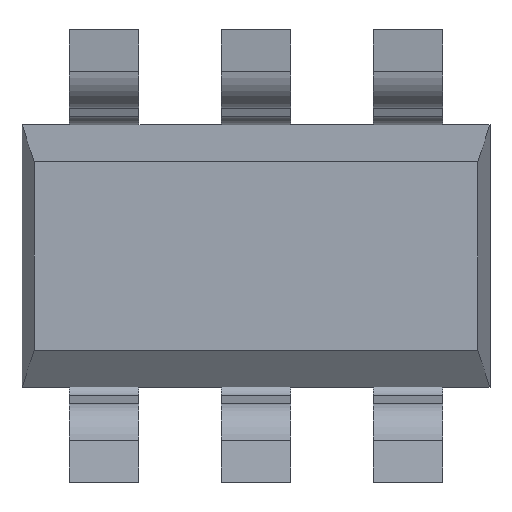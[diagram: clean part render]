
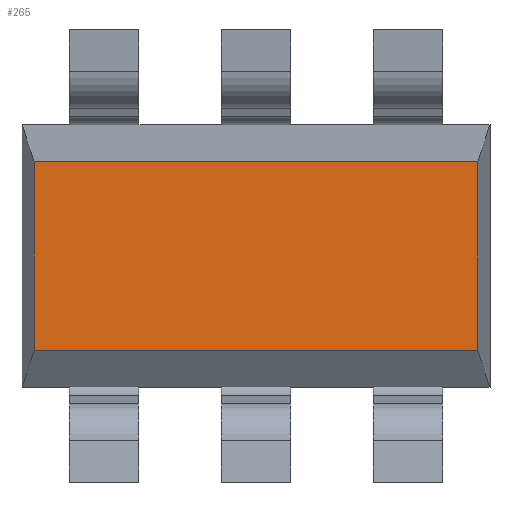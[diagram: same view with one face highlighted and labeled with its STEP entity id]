
A CAD part, front view. The second image highlights one B-rep face of the part: STEP entity #265.
In plain terms, the highlighted planar face has unit normal (0, -1, 0).
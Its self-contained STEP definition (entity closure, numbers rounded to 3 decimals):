
#265=ADVANCED_FACE('',(#527),#528,.T.);
#527=FACE_OUTER_BOUND('',#784,.T.);
#528=PLANE('',#785);
#784=EDGE_LOOP('',(#1548,#1549,#1550,#1551));
#785=AXIS2_PLACEMENT_3D('',#1552,#1553,#1554);
#1548=ORIENTED_EDGE('',*,*,#1891,.F.);
#1549=ORIENTED_EDGE('',*,*,#1903,.T.);
#1550=ORIENTED_EDGE('',*,*,#1896,.F.);
#1551=ORIENTED_EDGE('',*,*,#1901,.F.);
#1552=CARTESIAN_POINT('',(-1.0,0.091,0.));
#1553=DIRECTION('',(0.0,-1.0,0.0));
#1554=DIRECTION('',(0.,0.0,-1.0));
#1891=EDGE_CURVE('',#2354,#2352,#2356,.T.);
#1896=EDGE_CURVE('',#2361,#2358,#2363,.T.);
#1901=EDGE_CURVE('',#2352,#2361,#2368,.T.);
#1903=EDGE_CURVE('',#2354,#2358,#2370,.T.);
#2352=VERTEX_POINT('',#2988);
#2354=VERTEX_POINT('',#2991);
#2356=LINE('',#2994,#2995);
#2358=VERTEX_POINT('',#2997);
#2361=VERTEX_POINT('',#3002);
#2363=LINE('',#3005,#3006);
#2368=LINE('',#3012,#3013);
#2370=LINE('',#3015,#3016);
#2988=CARTESIAN_POINT('',(0.075,0.091,0.585));
#2991=CARTESIAN_POINT('',(0.075,0.091,-0.585));
#2994=CARTESIAN_POINT('',(0.075,0.091,0.5));
#2995=VECTOR('',#3349,1.0);
#2997=CARTESIAN_POINT('',(2.821,0.091,-0.585));
#3002=CARTESIAN_POINT('',(2.821,0.091,0.585));
#3005=CARTESIAN_POINT('',(2.821,0.091,0.5));
#3006=VECTOR('',#3353,1.0);
#3012=CARTESIAN_POINT('',(-1.0,0.091,0.585));
#3013=VECTOR('',#3355,1.0);
#3015=CARTESIAN_POINT('',(-1.0,0.091,-0.585));
#3016=VECTOR('',#3356,1.0);
#3349=DIRECTION('',(0.,0.0,1.0));
#3353=DIRECTION('',(0.,0.0,-1.0));
#3355=DIRECTION('',(1.0,0.0,0.));
#3356=DIRECTION('',(1.0,0.0,0.));
